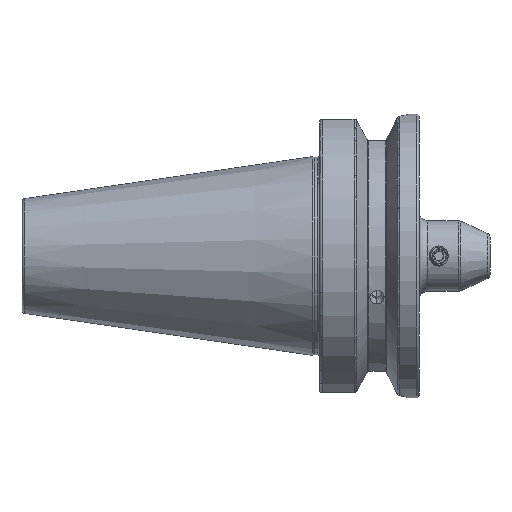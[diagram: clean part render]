
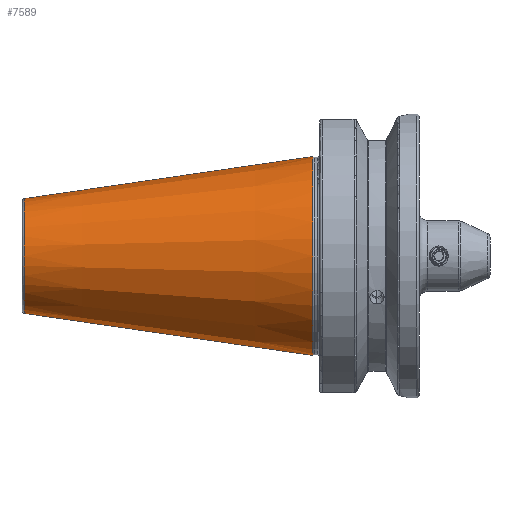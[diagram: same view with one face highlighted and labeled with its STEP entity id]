
A CAD part, front view. The second image highlights one B-rep face of the part: STEP entity #7589.
In plain terms, the highlighted conical face has half-angle 8.297 degrees and reference radius 34.998 mm.
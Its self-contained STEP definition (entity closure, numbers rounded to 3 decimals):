
#913 = AXIS2_PLACEMENT_3D ( 'NONE', #24423, #24424, #24404 ) ;
#1484 = AXIS2_PLACEMENT_3D ( 'NONE', #21013, #21055, #21025 ) ;
#1555 = AXIS2_PLACEMENT_3D ( 'NONE', #21106, #21110, #21069 ) ;
#3624 = VECTOR ( 'NONE', #34343, 1000. ) ;
#3658 = VECTOR ( 'NONE', #34250, 1000. ) ;
#3675 = LINE ( 'NONE', #34292, #3624 ) ;
#3691 = LINE ( 'NONE', #34255, #3658 ) ;
#4689 = FACE_OUTER_BOUND ( 'NONE', #33806, .T. ) ;
#4709 = CONICAL_SURFACE ( 'NONE', #913, 34.998, 0.145 ) ;
#7589 = ADVANCED_FACE ( 'NONE', ( #4689 ), #4709, .T. ) ;
#11426 = CARTESIAN_POINT ( 'NONE',  ( -2.5, 0., 34.998 ) ) ;
#11462 = CARTESIAN_POINT ( 'NONE',  ( -103.944, 0., 20.204 ) ) ;
#11528 = CARTESIAN_POINT ( 'NONE',  ( -2.5, 0., -34.998 ) ) ;
#11546 = CARTESIAN_POINT ( 'NONE',  ( -103.944, 0., -20.204 ) ) ;
#16104 = CIRCLE ( 'NONE', #1555, 34.998 ) ;
#16127 = CIRCLE ( 'NONE', #1484, 20.204 ) ;
#21013 = CARTESIAN_POINT ( 'NONE',  ( -103.944, 0., 0. ) ) ;
#21025 = DIRECTION ( 'NONE',  ( 0., 0., -1. ) ) ;
#21055 = DIRECTION ( 'NONE',  ( 1., 0., 0. ) ) ;
#21069 = DIRECTION ( 'NONE',  ( 0., 0., -1. ) ) ;
#21106 = CARTESIAN_POINT ( 'NONE',  ( -2.5, 0., 0. ) ) ;
#21110 = DIRECTION ( 'NONE',  ( 1., 0., 0. ) ) ;
#24404 = DIRECTION ( 'NONE',  ( 0., 0., -1. ) ) ;
#24423 = CARTESIAN_POINT ( 'NONE',  ( -2.5, 0., 0. ) ) ;
#24424 = DIRECTION ( 'NONE',  ( 1., 0., 0. ) ) ;
#29152 = EDGE_CURVE ( 'NONE', #32878, #32912, #3691, .T. ) ;
#29178 = EDGE_CURVE ( 'NONE', #32850, #32847, #3675, .T. ) ;
#29277 = EDGE_CURVE ( 'NONE', #32850, #32878, #16127, .T. ) ;
#29285 = EDGE_CURVE ( 'NONE', #32847, #32912, #16104, .T. ) ;
#32847 = VERTEX_POINT ( 'NONE', #11426 ) ;
#32850 = VERTEX_POINT ( 'NONE', #11462 ) ;
#32878 = VERTEX_POINT ( 'NONE', #11546 ) ;
#32912 = VERTEX_POINT ( 'NONE', #11528 ) ;
#33267 = ORIENTED_EDGE ( 'NONE', *, *, #29277, .T. ) ;
#33285 = ORIENTED_EDGE ( 'NONE', *, *, #29285, .F. ) ;
#33288 = ORIENTED_EDGE ( 'NONE', *, *, #29152, .T. ) ;
#33305 = ORIENTED_EDGE ( 'NONE', *, *, #29178, .F. ) ;
#33806 = EDGE_LOOP ( 'NONE', ( #33305, #33267, #33288, #33285 ) ) ;
#34250 = DIRECTION ( 'NONE',  ( 0.99, 0., -0.144 ) ) ;
#34255 = CARTESIAN_POINT ( 'NONE',  ( -2.5, 0., -34.998 ) ) ;
#34292 = CARTESIAN_POINT ( 'NONE',  ( -2.5, 0., 34.998 ) ) ;
#34343 = DIRECTION ( 'NONE',  ( 0.99, 0., 0.144 ) ) ;
